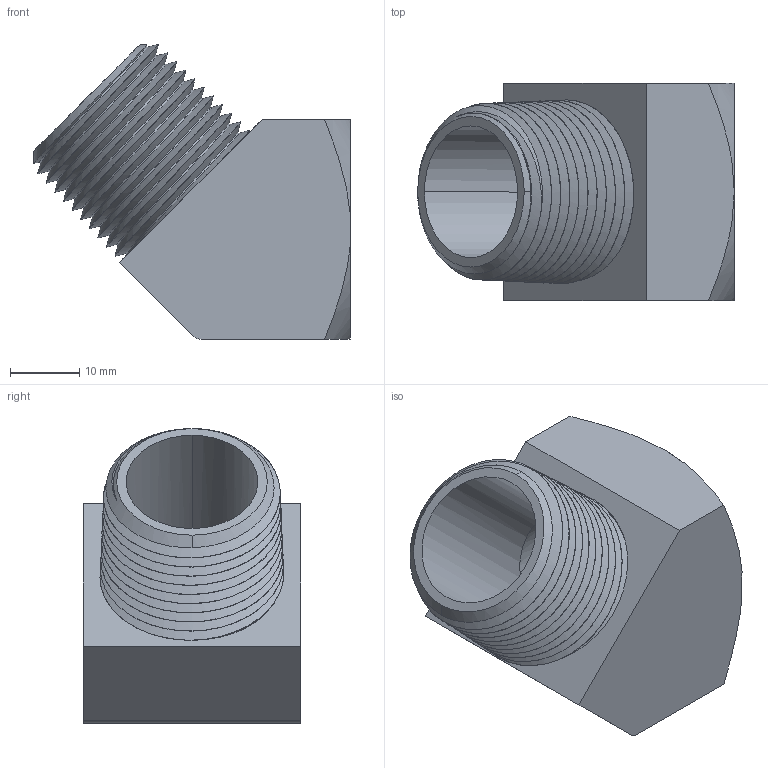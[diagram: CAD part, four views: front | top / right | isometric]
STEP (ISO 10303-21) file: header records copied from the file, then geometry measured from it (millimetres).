
FILE_DESCRIPTION(/* description */ (''),/* implementation_level */ '2;1');
FILE_NAME(/* name */ '124-N5.stp',/* time_stamp */ '2024-01-23T10:18:14-05:00',/* author */ ('esanner'),/* organization */ (''),/* preprocessor_version */ 'ST-DEVELOPER v19',/* originating_system */ 'AutoCAD Mechanical',/* authorisation */ '');
FILE_SCHEMA (('AUTOMOTIVE_DESIGN { 1 0 10303 214 3 1 1 }'));
Length unit declared in the file: millimetre
Products named in the file (2): Product; 124-N5
Assembly tree (1 placements, depth 2):
  Product
    124-N5
Bounding box: 45.79 x 31.45 x 42.62 mm (x, y, z)
Volume: 17385.5 mm3; surface area: 10868.6 mm2
Topology: 1 solids, 1 shells, 69 faces, 191 edges, 126 vertices
Faces by surface type: cone 50, plane 9, cylinder 5, bspline 5
Entity records: 12555 total; most frequent: CARTESIAN_POINT 10963, ORIENTED_EDGE 382, DIRECTION 238, EDGE_CURVE 191, VERTEX_POINT 126, B_SPLINE_CURVE_WITH_KNOTS 101, AXIS2_PLACEMENT_3D 89, EDGE_LOOP 73
